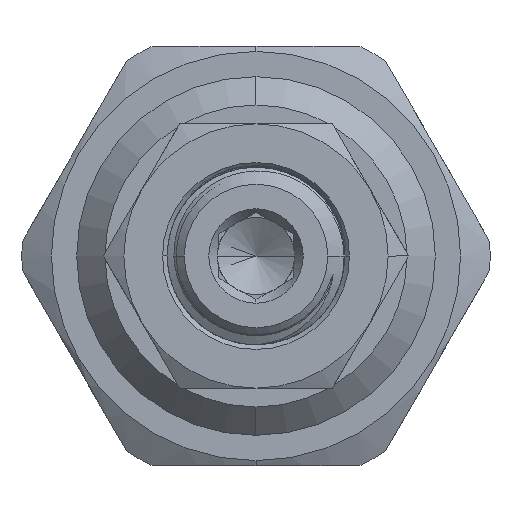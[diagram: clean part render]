
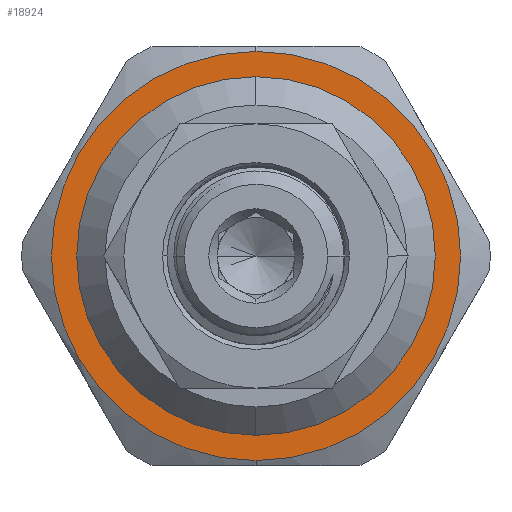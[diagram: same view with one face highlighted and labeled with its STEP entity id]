
A CAD part, left-side view. The second image highlights one B-rep face of the part: STEP entity #18924.
In plain terms, the highlighted planar face has unit normal (-1, 0, 0).
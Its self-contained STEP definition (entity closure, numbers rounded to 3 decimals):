
#2411 = EDGE_LOOP ( 'NONE', ( #17681, #17510 ) ) ;
#2429 = EDGE_LOOP ( 'NONE', ( #17674, #17649 ) ) ;
#4134 = AXIS2_PLACEMENT_3D ( 'NONE', #8603, #8611, #8612 ) ;
#4163 = AXIS2_PLACEMENT_3D ( 'NONE', #8324, #8325, #8326 ) ;
#4804 = AXIS2_PLACEMENT_3D ( 'NONE', #11570, #11569, #11571 ) ;
#4950 = AXIS2_PLACEMENT_3D ( 'NONE', #12688, #12666, #12690 ) ;
#5120 = AXIS2_PLACEMENT_3D ( 'NONE', #13496, #13401, #13514 ) ;
#5626 = CIRCLE ( 'NONE', #5120, 10.84 ) ;
#5678 = CIRCLE ( 'NONE', #4950, 9.5 ) ;
#5741 = CIRCLE ( 'NONE', #4804, 9.5 ) ;
#6482 = VERTEX_POINT ( 'NONE', #13689 ) ;
#6547 = VERTEX_POINT ( 'NONE', #13708 ) ;
#6714 = VERTEX_POINT ( 'NONE', #13413 ) ;
#7022 = VERTEX_POINT ( 'NONE', #13153 ) ;
#7313 = EDGE_CURVE ( 'NONE', #7022, #6714, #5626, .T. ) ;
#7652 = EDGE_CURVE ( 'NONE', #6547, #6482, #5678, .T. ) ;
#8115 = EDGE_CURVE ( 'NONE', #6482, #6547, #5741, .T. ) ;
#8324 = CARTESIAN_POINT ( 'NONE',  ( 11.998, 0., 0. ) ) ;
#8325 = DIRECTION ( 'NONE',  ( -1., 0., 0. ) ) ;
#8326 = DIRECTION ( 'NONE',  ( 0., 0., 1. ) ) ;
#8603 = CARTESIAN_POINT ( 'NONE',  ( 11.998, 6.414, -11.11 ) ) ;
#8604 = PLANE ( 'NONE',  #4134 ) ;
#8611 = DIRECTION ( 'NONE',  ( -1., 0., 0. ) ) ;
#8612 = DIRECTION ( 'NONE',  ( 0., 0., 1. ) ) ;
#11569 = DIRECTION ( 'NONE',  ( 1., 0., 0. ) ) ;
#11570 = CARTESIAN_POINT ( 'NONE',  ( 11.998, 0., 0. ) ) ;
#11571 = DIRECTION ( 'NONE',  ( 0., 0., -1. ) ) ;
#12666 = DIRECTION ( 'NONE',  ( 1., 0., 0. ) ) ;
#12688 = CARTESIAN_POINT ( 'NONE',  ( 11.998, 0., 0. ) ) ;
#12690 = DIRECTION ( 'NONE',  ( 0., 0., -1. ) ) ;
#13153 = CARTESIAN_POINT ( 'NONE',  ( 11.998, 0., 10.84 ) ) ;
#13401 = DIRECTION ( 'NONE',  ( -1., 0., 0. ) ) ;
#13413 = CARTESIAN_POINT ( 'NONE',  ( 11.998, 0., -10.84 ) ) ;
#13496 = CARTESIAN_POINT ( 'NONE',  ( 11.998, 0., 0. ) ) ;
#13514 = DIRECTION ( 'NONE',  ( 0., 0., 1. ) ) ;
#13689 = CARTESIAN_POINT ( 'NONE',  ( 11.998, 0., 9.5 ) ) ;
#13708 = CARTESIAN_POINT ( 'NONE',  ( 11.998, 0., -9.5 ) ) ;
#14216 = EDGE_CURVE ( 'NONE', #6714, #7022, #18051, .T. ) ;
#17510 = ORIENTED_EDGE ( 'NONE', *, *, #8115, .T. ) ;
#17649 = ORIENTED_EDGE ( 'NONE', *, *, #7313, .T. ) ;
#17674 = ORIENTED_EDGE ( 'NONE', *, *, #14216, .T. ) ;
#17681 = ORIENTED_EDGE ( 'NONE', *, *, #7652, .T. ) ;
#17975 = FACE_OUTER_BOUND ( 'NONE', #2429, .T. ) ;
#17980 = FACE_BOUND ( 'NONE', #2411, .T. ) ;
#18051 = CIRCLE ( 'NONE', #4163, 10.84 ) ;
#18924 = ADVANCED_FACE ( 'NONE', ( #17975, #17980 ), #8604, .T. ) ;
